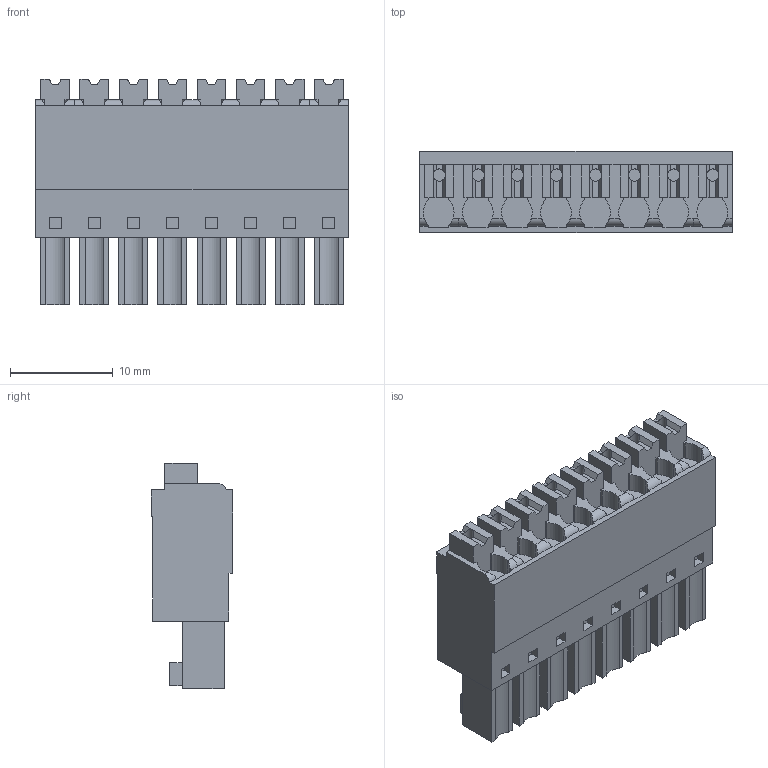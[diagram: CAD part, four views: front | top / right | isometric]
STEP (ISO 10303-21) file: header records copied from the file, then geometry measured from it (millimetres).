
FILE_DESCRIPTION(('CATIA V5 STEP Exchange','CAx-IF Rec.Pracs.--- Model Styling and Organization---1.2---2011-12-15'),'2;1');
FILE_NAME ('D1460646_0', '2017-07-25T12:59:37+00:00', ('none'), ('Weidmueller'), 'CATIA Version 5-6 Release 2014', 'CATIA V5 STEP AP214', 'none');
FILE_SCHEMA(('AUTOMOTIVE_DESIGN { 1 0 10303 214 1 1 1 1 }'));
Length unit declared in the file: millimetre
Products named in the file (1): 1970000000
Bounding box: 30.48 x 7.9 x 22 mm (x, y, z)
Volume: 3665.1 mm3; surface area: 3238.8 mm2
Topology: 9 solids, 9 shells, 488 faces, 1306 edges, 868 vertices
Faces by surface type: plane 397, cylinder 91
Entity records: 14600 total; most frequent: CARTESIAN_POINT 2716, ORIENTED_EDGE 2612, DIRECTION 1839, EDGE_CURVE 1306, VECTOR 1062, LINE 1062, VERTEX_POINT 868, EDGE_LOOP 536
